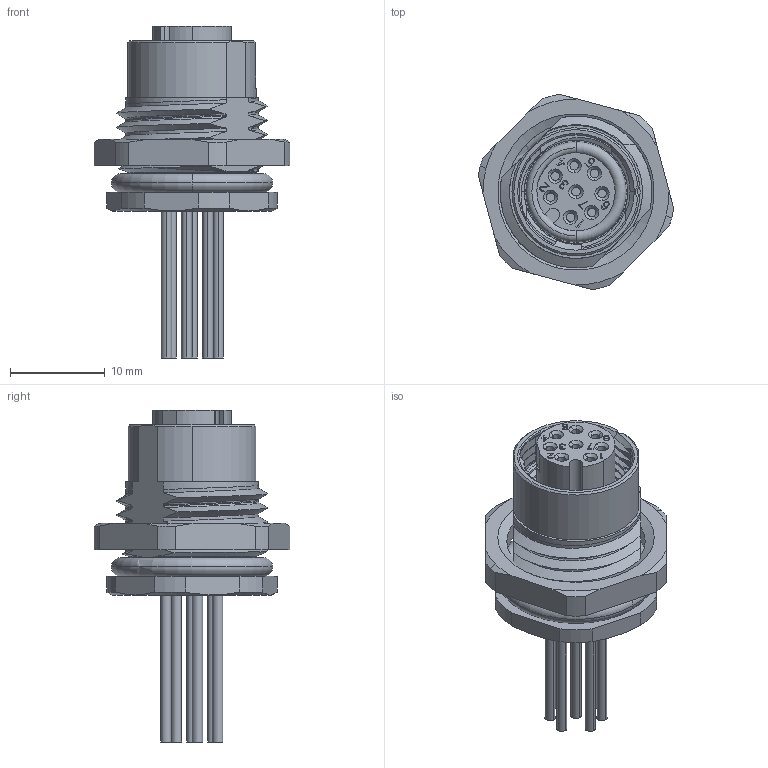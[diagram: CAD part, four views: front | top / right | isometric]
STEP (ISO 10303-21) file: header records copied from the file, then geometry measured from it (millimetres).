
FILE_DESCRIPTION(('HOOPS Exchange Step'),'2;1');
FILE_NAME('export-18B9131A-F99D-40B2-BD91-3CF576371729.stp','2021-02-03T21:13:47+01:00',('Engineering'),('Alibre'),'HOOPS Exchange 2020.1','Alibre','Unknown authorisation');
FILE_SCHEMA( ('AP242_MANAGED_MODEL_BASED_3D_ENGINEERING_MIM_LF {1 0 10303 442 1 1 4 }') );
Length unit declared in the file: millimetre
Products named in the file (3): 4636-2 M12 8 Pole Panel Mount FEMALE with 50cm wiring; 4636-1 M12 8 Pole Panel Mount FEMALE with 50cm wiring; 4636 M12 8 Pole Panel Mount FEMALE with 50cm wiring
Assembly tree (2 placements, depth 2):
  4636 M12 8 Pole Panel Mount FEMALE with 50cm wiring
    4636-2 M12 8 Pole Panel Mount FEMALE with 50cm wiring
    4636-1 M12 8 Pole Panel Mount FEMALE with 50cm wiring
Bounding box: 20.61 x 20.61 x 35 mm (x, y, z)
Volume: 3213.7 mm3; surface area: 3581.2 mm2
Topology: 2 solids, 18 shells, 902 faces, 2447 edges, 1606 vertices
Faces by surface type: plane 442, extrusion 179, cylinder 125, bspline 81, cone 55, torus 20
Entity records: 44970 total; most frequent: CARTESIAN_POINT 23486, ORIENTED_EDGE 4892, DIRECTION 3483, EDGE_CURVE 2446, VERTEX_POINT 1606, VECTOR 1597, LINE 1418, AXIS2_PLACEMENT_3D 943
